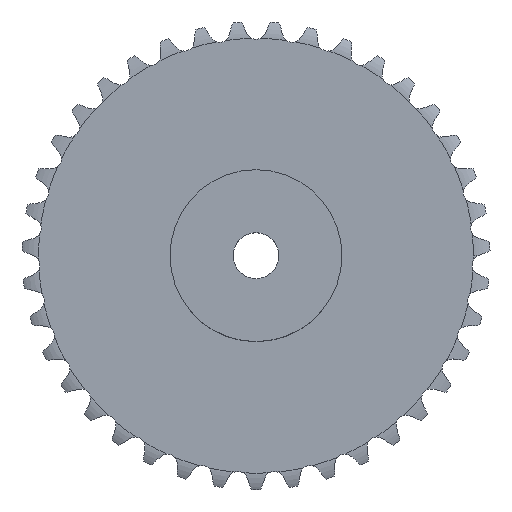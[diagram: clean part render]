
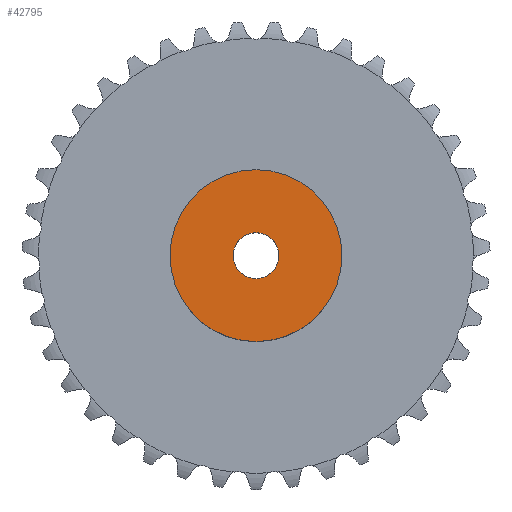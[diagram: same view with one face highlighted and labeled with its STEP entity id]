
A CAD part, top view. The second image highlights one B-rep face of the part: STEP entity #42795.
In plain terms, the highlighted planar face has unit normal (0, 0, 1).
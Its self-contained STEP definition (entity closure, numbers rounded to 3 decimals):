
#4815 = CYLINDRICAL_SURFACE('',#4816,15.);
#4816 = AXIS2_PLACEMENT_3D('',#4817,#4818,#4819);
#4817 = CARTESIAN_POINT('',(0.,0.,0.));
#4818 = DIRECTION('',(-0.,-0.,-1.));
#4819 = DIRECTION('',(1.,0.,0.));
#27076 = VERTEX_POINT('',#27077);
#27077 = CARTESIAN_POINT('',(15.,0.,16.));
#27098 = EDGE_CURVE('',#27076,#27076,#27099,.T.);
#27099 = SURFACE_CURVE('',#27100,(#27105,#27112),.PCURVE_S1.);
#27100 = CIRCLE('',#27101,15.);
#27101 = AXIS2_PLACEMENT_3D('',#27102,#27103,#27104);
#27102 = CARTESIAN_POINT('',(0.,0.,16.));
#27103 = DIRECTION('',(0.,0.,1.));
#27104 = DIRECTION('',(1.,0.,0.));
#27105 = PCURVE('',#4815,#27106);
#27106 = DEFINITIONAL_REPRESENTATION('',(#27107),#27111);
#27107 = LINE('',#27108,#27109);
#27108 = CARTESIAN_POINT('',(-0.,-16.));
#27109 = VECTOR('',#27110,1.);
#27110 = DIRECTION('',(-1.,0.));
#27111 = ( GEOMETRIC_REPRESENTATION_CONTEXT(2) 
PARAMETRIC_REPRESENTATION_CONTEXT() REPRESENTATION_CONTEXT('2D SPACE',''
  ) );
#27112 = PCURVE('',#27113,#27118);
#27113 = PLANE('',#27114);
#27114 = AXIS2_PLACEMENT_3D('',#27115,#27116,#27117);
#27115 = CARTESIAN_POINT('',(0.,0.,16.)
  );
#27116 = DIRECTION('',(0.,0.,1.));
#27117 = DIRECTION('',(1.,0.,0.));
#27118 = DEFINITIONAL_REPRESENTATION('',(#27119),#27123);
#27119 = CIRCLE('',#27120,15.);
#27120 = AXIS2_PLACEMENT_2D('',#27121,#27122);
#27121 = CARTESIAN_POINT('',(0.,0.));
#27122 = DIRECTION('',(1.,0.));
#27123 = ( GEOMETRIC_REPRESENTATION_CONTEXT(2) 
PARAMETRIC_REPRESENTATION_CONTEXT() REPRESENTATION_CONTEXT('2D SPACE',''
  ) );
#36360 = CYLINDRICAL_SURFACE('',#36361,4.);
#36361 = AXIS2_PLACEMENT_3D('',#36362,#36363,#36364);
#36362 = CARTESIAN_POINT('',(0.,0.,122.636));
#36363 = DIRECTION('',(0.,0.,1.));
#36364 = DIRECTION('',(1.,0.,0.));
#42795 = ADVANCED_FACE('',(#42796,#42799),#27113,.T.);
#42796 = FACE_BOUND('',#42797,.T.);
#42797 = EDGE_LOOP('',(#42798));
#42798 = ORIENTED_EDGE('',*,*,#27098,.T.);
#42799 = FACE_BOUND('',#42800,.T.);
#42800 = EDGE_LOOP('',(#42801));
#42801 = ORIENTED_EDGE('',*,*,#42802,.F.);
#42802 = EDGE_CURVE('',#42803,#42803,#42805,.T.);
#42803 = VERTEX_POINT('',#42804);
#42804 = CARTESIAN_POINT('',(4.,0.,16.));
#42805 = SURFACE_CURVE('',#42806,(#42811,#42818),.PCURVE_S1.);
#42806 = CIRCLE('',#42807,4.);
#42807 = AXIS2_PLACEMENT_3D('',#42808,#42809,#42810);
#42808 = CARTESIAN_POINT('',(0.,0.,16.));
#42809 = DIRECTION('',(0.,0.,1.));
#42810 = DIRECTION('',(1.,0.,0.));
#42811 = PCURVE('',#27113,#42812);
#42812 = DEFINITIONAL_REPRESENTATION('',(#42813),#42817);
#42813 = CIRCLE('',#42814,4.);
#42814 = AXIS2_PLACEMENT_2D('',#42815,#42816);
#42815 = CARTESIAN_POINT('',(0.,0.));
#42816 = DIRECTION('',(1.,0.));
#42817 = ( GEOMETRIC_REPRESENTATION_CONTEXT(2) 
PARAMETRIC_REPRESENTATION_CONTEXT() REPRESENTATION_CONTEXT('2D SPACE',''
  ) );
#42818 = PCURVE('',#36360,#42819);
#42819 = DEFINITIONAL_REPRESENTATION('',(#42820),#42824);
#42820 = LINE('',#42821,#42822);
#42821 = CARTESIAN_POINT('',(0.,-106.636));
#42822 = VECTOR('',#42823,1.);
#42823 = DIRECTION('',(1.,0.));
#42824 = ( GEOMETRIC_REPRESENTATION_CONTEXT(2) 
PARAMETRIC_REPRESENTATION_CONTEXT() REPRESENTATION_CONTEXT('2D SPACE',''
  ) );
